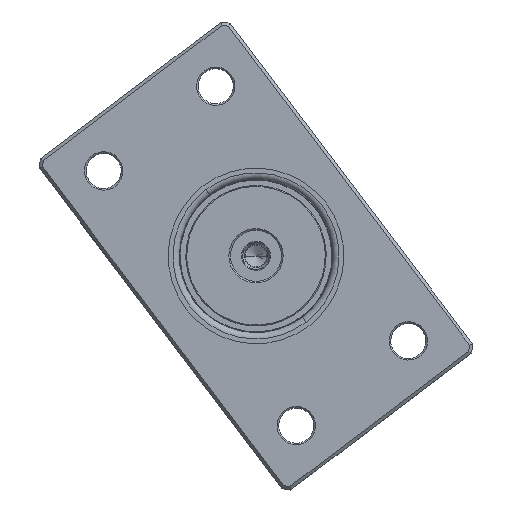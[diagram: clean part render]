
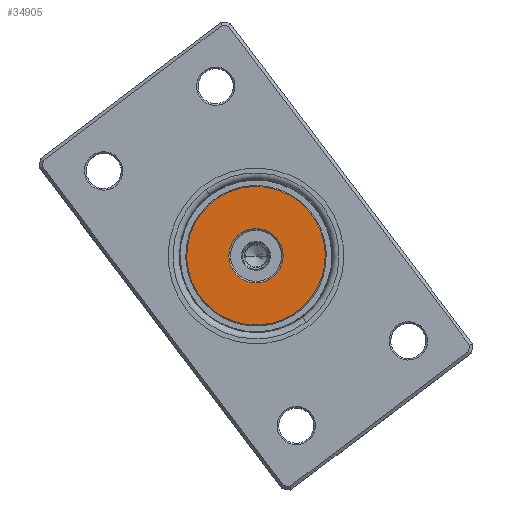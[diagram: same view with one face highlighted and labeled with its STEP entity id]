
A CAD part, top view. The second image highlights one B-rep face of the part: STEP entity #34905.
In plain terms, the highlighted face is planar.
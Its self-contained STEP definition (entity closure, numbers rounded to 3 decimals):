
#583 = EDGE_CURVE ( 'NONE', #32002, #11466, #19485, .T. ) ;
#803 = CIRCLE ( 'NONE', #34668, 8.5 ) ;
#1849 = CARTESIAN_POINT ( 'NONE',  ( 0., 0., 0. ) ) ;
#2123 = PLANE ( 'NONE',  #45129 ) ;
#2262 = AXIS2_PLACEMENT_3D ( 'NONE', #2529, #37027, #21533 ) ;
#2447 = EDGE_CURVE ( 'NONE', #5563, #10931, #803, .T. ) ;
#2529 = CARTESIAN_POINT ( 'NONE',  ( 0., 0., 0. ) ) ;
#3243 = CARTESIAN_POINT ( 'NONE',  ( 8.5, 0., 0. ) ) ;
#4892 = AXIS2_PLACEMENT_3D ( 'NONE', #1849, #5711, #9573 ) ;
#5563 = VERTEX_POINT ( 'NONE', #3243 ) ;
#5623 = FACE_BOUND ( 'NONE', #39613, .T. ) ;
#5711 = DIRECTION ( 'NONE',  ( 0., 0., -1. ) ) ;
#7277 = EDGE_CURVE ( 'NONE', #10931, #5563, #32250, .T. ) ;
#9573 = DIRECTION ( 'NONE',  ( 1., 0., 0. ) ) ;
#9616 = CIRCLE ( 'NONE', #4892, 21.7 ) ;
#10681 = DIRECTION ( 'NONE',  ( 0., 0., 1. ) ) ;
#10931 = VERTEX_POINT ( 'NONE', #11124 ) ;
#11124 = CARTESIAN_POINT ( 'NONE',  ( -8.5, 0., 0. ) ) ;
#11466 = VERTEX_POINT ( 'NONE', #26553 ) ;
#14549 = DIRECTION ( 'NONE',  ( 1., 0., 0. ) ) ;
#16213 = CARTESIAN_POINT ( 'NONE',  ( 21.7, 0., 0. ) ) ;
#17786 = ORIENTED_EDGE ( 'NONE', *, *, #18228, .T. ) ;
#18085 = CARTESIAN_POINT ( 'NONE',  ( 0., 0., 0. ) ) ;
#18228 = EDGE_CURVE ( 'NONE', #11466, #32002, #9616, .T. ) ;
#19485 = CIRCLE ( 'NONE', #2262, 21.7 ) ;
#21533 = DIRECTION ( 'NONE',  ( 1., 0., 0. ) ) ;
#21757 = ORIENTED_EDGE ( 'NONE', *, *, #583, .T. ) ;
#24211 = FACE_OUTER_BOUND ( 'NONE', #27421, .T. ) ;
#25303 = CARTESIAN_POINT ( 'NONE',  ( 0., 0., 0. ) ) ;
#26553 = CARTESIAN_POINT ( 'NONE',  ( -21.7, 0., 0. ) ) ;
#27421 = EDGE_LOOP ( 'NONE', ( #21757, #17786 ) ) ;
#29985 = DIRECTION ( 'NONE',  ( 0., 0., 1. ) ) ;
#30490 = CARTESIAN_POINT ( 'NONE',  ( 0., 0., 0. ) ) ;
#32002 = VERTEX_POINT ( 'NONE', #16213 ) ;
#32250 = CIRCLE ( 'NONE', #48606, 8.5 ) ;
#34668 = AXIS2_PLACEMENT_3D ( 'NONE', #30490, #29985, #38401 ) ;
#34905 = ADVANCED_FACE ( 'NONE', ( #24211, #5623 ), #2123, .F. ) ;
#37027 = DIRECTION ( 'NONE',  ( 0., 0., -1. ) ) ;
#38401 = DIRECTION ( 'NONE',  ( 1., 0., 0. ) ) ;
#39613 = EDGE_LOOP ( 'NONE', ( #43365, #47723 ) ) ;
#43365 = ORIENTED_EDGE ( 'NONE', *, *, #7277, .T. ) ;
#45129 = AXIS2_PLACEMENT_3D ( 'NONE', #25303, #48724, #48390 ) ;
#47723 = ORIENTED_EDGE ( 'NONE', *, *, #2447, .T. ) ;
#48390 = DIRECTION ( 'NONE',  ( 1., 0., 0. ) ) ;
#48606 = AXIS2_PLACEMENT_3D ( 'NONE', #18085, #10681, #14549 ) ;
#48724 = DIRECTION ( 'NONE',  ( 0., 0., 1. ) ) ;
